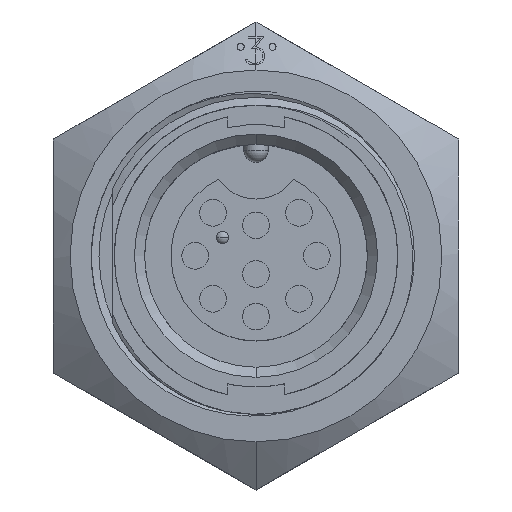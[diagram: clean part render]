
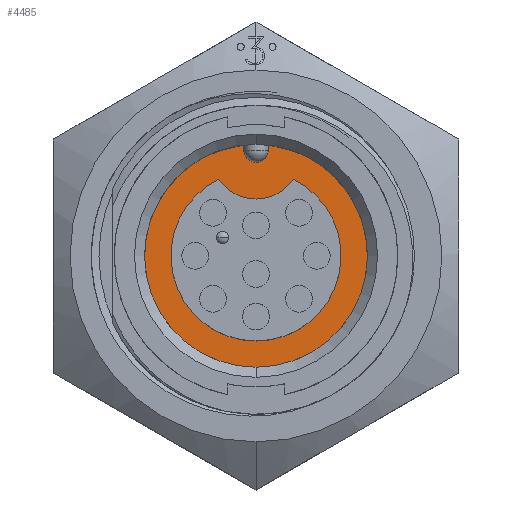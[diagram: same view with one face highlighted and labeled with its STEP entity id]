
A CAD part, top view. The second image highlights one B-rep face of the part: STEP entity #4485.
In plain terms, the highlighted planar face has unit normal (0, 0, 1).
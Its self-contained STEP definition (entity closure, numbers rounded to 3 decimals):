
#181 = CARTESIAN_POINT ( 'NONE',  ( 0., 0., -8.136 ) ) ;
#828 = CARTESIAN_POINT ( 'NONE',  ( 0., 0., -8.136 ) ) ;
#1124 = CARTESIAN_POINT ( 'NONE',  ( -0.762, 6.943, -8.136 ) ) ;
#2051 = DIRECTION ( 'NONE',  ( 0., 0., 1. ) ) ;
#2135 = EDGE_CURVE ( 'NONE', #14304, #8317, #19147, .T. ) ;
#2456 = CARTESIAN_POINT ( 'NONE',  ( 0., 0., -8.136 ) ) ;
#2523 = CARTESIAN_POINT ( 'NONE',  ( 0., 6.35, -8.136 ) ) ;
#2927 = AXIS2_PLACEMENT_3D ( 'NONE', #4217, #17342, #6126 ) ;
#3492 = DIRECTION ( 'NONE',  ( 1., 0., 0. ) ) ;
#3837 = ORIENTED_EDGE ( 'NONE', *, *, #4246, .T. ) ;
#3913 = PLANE ( 'NONE',  #17863 ) ;
#4133 = DIRECTION ( 'NONE',  ( 0., 0., 1. ) ) ;
#4217 = CARTESIAN_POINT ( 'NONE',  ( 0., 6.629, -8.136 ) ) ;
#4246 = EDGE_CURVE ( 'NONE', #8317, #8941, #15657, .T. ) ;
#4485 = ADVANCED_FACE ( 'NONE', ( #23153, #14071 ), #3913, .T. ) ;
#4915 = AXIS2_PLACEMENT_3D ( 'NONE', #13226, #2051, #22420 ) ;
#6126 = DIRECTION ( 'NONE',  ( 1., 0., 0. ) ) ;
#6411 = ORIENTED_EDGE ( 'NONE', *, *, #2135, .T. ) ;
#6680 = DIRECTION ( 'NONE',  ( 1., 0., 0. ) ) ;
#7334 = CIRCLE ( 'NONE', #13447, 5.334 ) ;
#7735 = EDGE_CURVE ( 'NONE', #14042, #14304, #19232, .T. ) ;
#7984 = VERTEX_POINT ( 'NONE', #19929 ) ;
#8317 = VERTEX_POINT ( 'NONE', #16466 ) ;
#8896 = VERTEX_POINT ( 'NONE', #16390 ) ;
#8941 = VERTEX_POINT ( 'NONE', #1124 ) ;
#9305 = EDGE_LOOP ( 'NONE', ( #6411, #3837, #18046, #22196, #18071 ) ) ;
#9610 = CIRCLE ( 'NONE', #23426, 6.985 ) ;
#9635 = EDGE_CURVE ( 'NONE', #8896, #19892, #21022, .T. ) ;
#10069 = AXIS2_PLACEMENT_3D ( 'NONE', #828, #4133, #16835 ) ;
#10588 = DIRECTION ( 'NONE',  ( 0., 1., 0. ) ) ;
#11143 = EDGE_CURVE ( 'NONE', #19892, #7984, #7334, .T. ) ;
#11229 = CARTESIAN_POINT ( 'NONE',  ( 0.762, 6.943, -8.136 ) ) ;
#12149 = CARTESIAN_POINT ( 'NONE',  ( 0.762, 6.943, -8.136 ) ) ;
#12359 = VERTEX_POINT ( 'NONE', #22364 ) ;
#12730 = CARTESIAN_POINT ( 'NONE',  ( 0., 6.629, -8.136 ) ) ;
#13226 = CARTESIAN_POINT ( 'NONE',  ( 0., 0., -8.136 ) ) ;
#13447 = AXIS2_PLACEMENT_3D ( 'NONE', #181, #22857, #3492 ) ;
#13552 = DIRECTION ( 'NONE',  ( 1., 0., 0. ) ) ;
#14022 = EDGE_LOOP ( 'NONE', ( #20929, #18829, #17217 ) ) ;
#14042 = VERTEX_POINT ( 'NONE', #12149 ) ;
#14071 = FACE_BOUND ( 'NONE', #14022, .T. ) ;
#14232 = EDGE_CURVE ( 'NONE', #12359, #14042, #9610, .T. ) ;
#14304 = VERTEX_POINT ( 'NONE', #19128 ) ;
#15256 = CIRCLE ( 'NONE', #10069, 5.334 ) ;
#15657 = LINE ( 'NONE', #19934, #18736 ) ;
#15893 = DIRECTION ( 'NONE',  ( 1., 0., 0. ) ) ;
#16176 = VECTOR ( 'NONE', #18570, 1000. ) ;
#16390 = CARTESIAN_POINT ( 'NONE',  ( 2.325, 4.801, -8.136 ) ) ;
#16411 = EDGE_CURVE ( 'NONE', #8941, #12359, #22437, .T. ) ;
#16466 = CARTESIAN_POINT ( 'NONE',  ( -0.762, 6.629, -8.136 ) ) ;
#16835 = DIRECTION ( 'NONE',  ( 1., 0., 0. ) ) ;
#17217 = ORIENTED_EDGE ( 'NONE', *, *, #11143, .F. ) ;
#17342 = DIRECTION ( 'NONE',  ( 0., 0., -1. ) ) ;
#17470 = DIRECTION ( 'NONE',  ( 0., 0., 1. ) ) ;
#17863 = AXIS2_PLACEMENT_3D ( 'NONE', #12730, #18984, #6680 ) ;
#18046 = ORIENTED_EDGE ( 'NONE', *, *, #16411, .T. ) ;
#18071 = ORIENTED_EDGE ( 'NONE', *, *, #7735, .T. ) ;
#18570 = DIRECTION ( 'NONE',  ( 0., -1., 0. ) ) ;
#18736 = VECTOR ( 'NONE', #10588, 1000. ) ;
#18829 = ORIENTED_EDGE ( 'NONE', *, *, #22223, .F. ) ;
#18984 = DIRECTION ( 'NONE',  ( 0., 0., 1. ) ) ;
#19128 = CARTESIAN_POINT ( 'NONE',  ( 0.762, 6.629, -8.136 ) ) ;
#19147 = CIRCLE ( 'NONE', #2927, 0.762 ) ;
#19232 = LINE ( 'NONE', #11229, #16176 ) ;
#19892 = VERTEX_POINT ( 'NONE', #24373 ) ;
#19929 = CARTESIAN_POINT ( 'NONE',  ( 0., -5.334, -8.136 ) ) ;
#19934 = CARTESIAN_POINT ( 'NONE',  ( -0.762, 6.629, -8.136 ) ) ;
#20715 = DIRECTION ( 'NONE',  ( 0., 0., -1. ) ) ;
#20735 = AXIS2_PLACEMENT_3D ( 'NONE', #2523, #20715, #15893 ) ;
#20929 = ORIENTED_EDGE ( 'NONE', *, *, #9635, .F. ) ;
#21022 = CIRCLE ( 'NONE', #20735, 2.794 ) ;
#22196 = ORIENTED_EDGE ( 'NONE', *, *, #14232, .T. ) ;
#22223 = EDGE_CURVE ( 'NONE', #7984, #8896, #15256, .T. ) ;
#22364 = CARTESIAN_POINT ( 'NONE',  ( 0., -6.985, -8.136 ) ) ;
#22420 = DIRECTION ( 'NONE',  ( 1., 0., 0. ) ) ;
#22437 = CIRCLE ( 'NONE', #4915, 6.985 ) ;
#22857 = DIRECTION ( 'NONE',  ( 0., 0., 1. ) ) ;
#23153 = FACE_OUTER_BOUND ( 'NONE', #9305, .T. ) ;
#23426 = AXIS2_PLACEMENT_3D ( 'NONE', #2456, #17470, #13552 ) ;
#24373 = CARTESIAN_POINT ( 'NONE',  ( -2.325, 4.801, -8.136 ) ) ;
